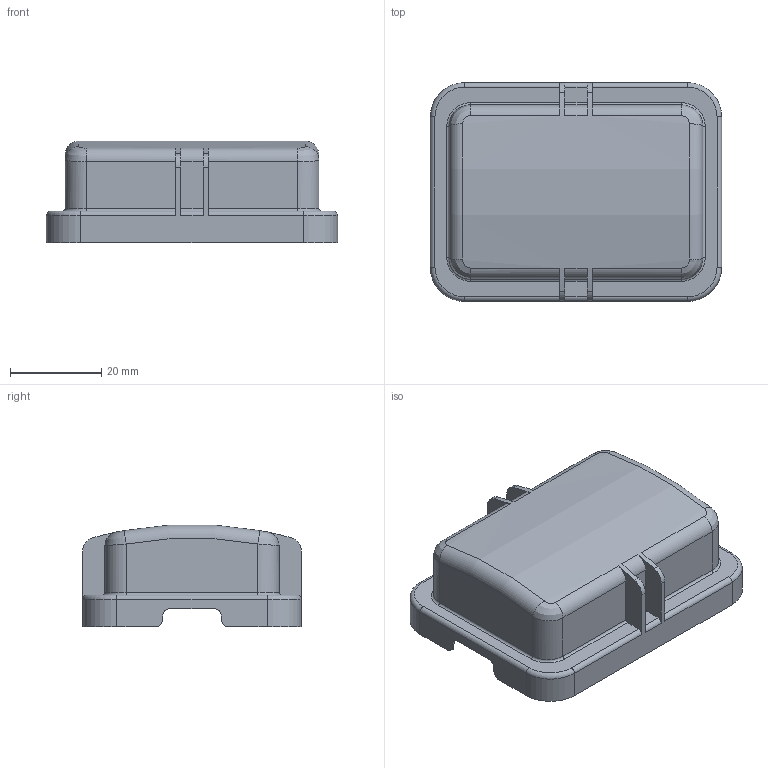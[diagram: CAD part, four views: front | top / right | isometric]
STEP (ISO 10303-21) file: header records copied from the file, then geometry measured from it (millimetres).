
FILE_DESCRIPTION(('Creo Elements/Direct Modeling STEP Export'),'2;1');
FILE_NAME('0ln7uvk5ddltnd65392','2021-10-27T11:54:59',(''),(''),'Creo Elements/Direct Modeling STEP processor for AP214 (Solid Model)','Creo Elements/Direct Modeling 20.1B 02-Apr-2019 (C) Parametric Technology GmbH','');
FILE_SCHEMA(('AUTOMOTIVE_DESIGN { 1 0 10303 214 1 1 1 1 }'));
Length unit declared in the file: millimetre
Products named in the file (2): TCP_06
Assembly tree (1 placements, depth 2):
  TCP_06
    TCP_06
Bounding box: 63.9 x 48 x 22.35 mm (x, y, z)
Volume: 6798.4 mm3; surface area: 13664.3 mm2
Topology: 1 solids, 1 shells, 179 faces, 473 edges, 303 vertices
Faces by surface type: cylinder 83, plane 72, torus 16, bspline 8
Entity records: 12064 total; most frequent: CARTESIAN_POINT 6180, ORIENTED_EDGE 946, DIRECTION 910, EDGE_CURVE 473, AXIS2_PLACEMENT_3D 346, VERTEX_POINT 303, VECTOR 218, LINE 218
